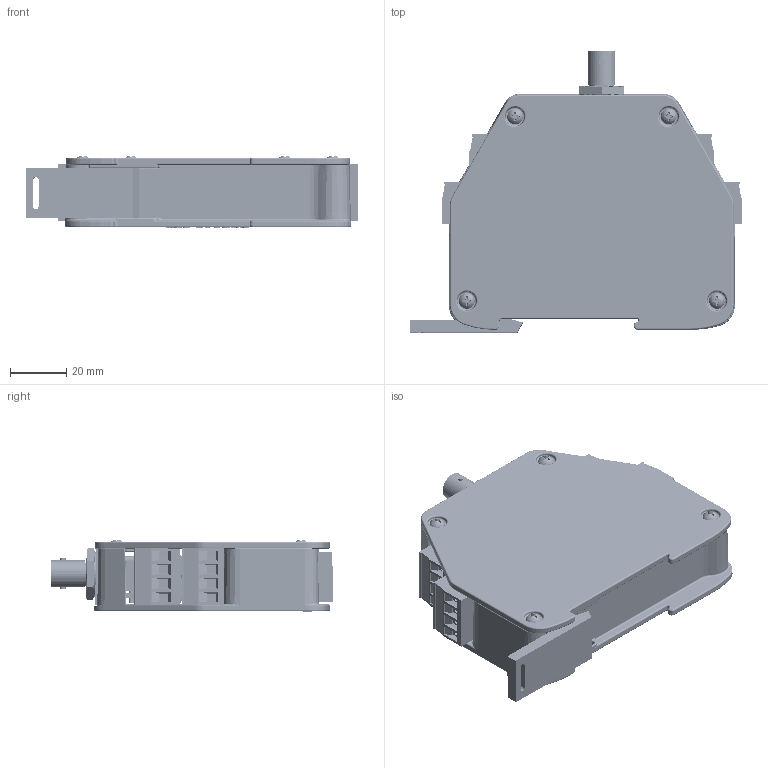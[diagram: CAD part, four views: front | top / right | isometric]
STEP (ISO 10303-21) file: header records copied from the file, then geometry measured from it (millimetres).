
FILE_DESCRIPTION(/* description */ (''),/* implementation_level */ '2;1');
FILE_NAME(/* name */ 'SignalConditioner.stp',/* time_stamp */ '2023-02-16T12:25:19-05:00',/* author */ ('cthayer'),/* organization */ (''),/* preprocessor_version */ 'ST-DEVELOPER v19',/* originating_system */ 'Autodesk Inventor 2023',/* authorisation */ '');
FILE_SCHEMA (('AUTOMOTIVE_DESIGN { 1 0 10303 214 3 1 1 }'));
Products named in the file (25): SC150 SERIES; SCP10028; SCP10040; SCBoard; Open CASCADE STEP translator 6.8 3.1.1; J5; J4; J7; 2909002nopcb; J3; c-5227161-9-b-3d; J6; 2908993nopcb; 591_prism_multi(ROUND); SC_USB; SCP10035; SCP10007; SCP10007_1; SCP10007_2; SCP10007_3; SCP10033; SCP10029-150 ver; PXP10029; PXP10028; PXP10402
Assembly tree (29 placements, depth 4):
  SC150 SERIES
    SCP10028
    SCP10040
      SCBoard
        Open CASCADE STEP translator 6.8 3.1.1
      J5
        2909002nopcb
      J4
        2908993nopcb
      J7
        2909002nopcb
      J3
        c-5227161-9-b-3d
      J6
        2908993nopcb
      591_prism_multi(ROUND)
      SC_USB
    SCP10035
    SCP10007
    SCP10007_1
    SCP10007_2
    SCP10007_3
    SCP10033
    SCP10029-150 ver
    PXP10029
    PXP10028
    PXP10402  x4
Bounding box: 118 x 100.31 x 25.74 mm (x, y, z)
Volume: 89065 mm3; surface area: 79278.3 mm2
Topology: 21 solids, 656 shells, 6232 faces, 18393 edges, 13118 vertices
Faces by surface type: plane 3585, cylinder 1279, bspline 666, torus 367, cone 248, sphere 87
Full cylindrical faces by diameter (mm): 0.686 x2, 0.711 x2, 0.89 x2, 0.991 x3, 1.016 x1, 1.397 x1, 1.4 x48, 1.829 x2, 1.981 x2, 2 x18, 2.083 x1, 2.157 x16, 2.375 x4, 2.388 x1, 2.8 x28, 2.845 x12, 3.175 x1, 3.302 x1, 3.783 x16, 4 x16, 4.674 x1, 6.35 x1, 6.756 x1, 8.128 x1, 9.296 x1, 9.652 x1, 12.7 x2, 12.954 x1, 16 x1
Entity records: 216343 total; most frequent: CARTESIAN_POINT 70047, ORIENTED_EDGE 28966, DIRECTION 27598, EDGE_CURVE 16250, VERTEX_POINT 11740, LINE 10826, VECTOR 10826, AXIS2_PLACEMENT_3D 8386
